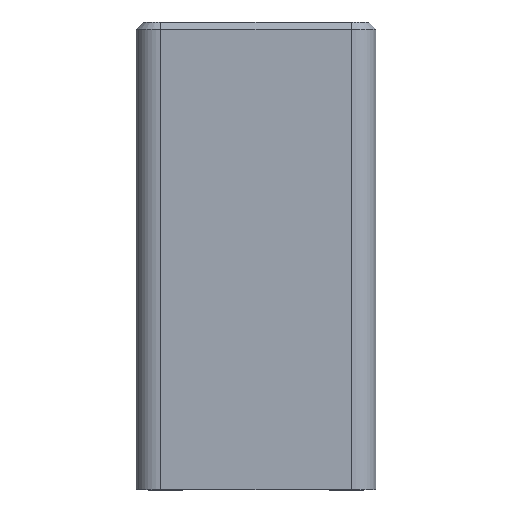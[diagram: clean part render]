
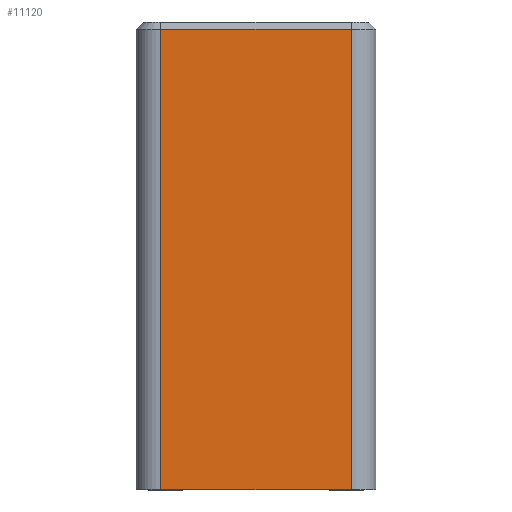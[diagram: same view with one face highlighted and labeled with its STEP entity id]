
A CAD part, top view. The second image highlights one B-rep face of the part: STEP entity #11120.
In plain terms, the highlighted planar face has unit normal (0, 0, 1).
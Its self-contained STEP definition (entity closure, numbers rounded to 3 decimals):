
#680=CARTESIAN_POINT('',(-51.823,-0.032,71.475));
#690=VERTEX_POINT('',#680);
#840=CARTESIAN_POINT('',(-47.923,-0.032,71.475));
#850=VERTEX_POINT('',#840);
#880=CARTESIAN_POINT('',(-49.873,-0.032,71.475));
#890=DIRECTION('',(-1.,0.,0.));
#900=VECTOR('',#890,1.);
#910=LINE('',#880,#900);
#920=EDGE_CURVE('',#850,#690,#910,.T.);
#4910=CARTESIAN_POINT('',(-51.823,-9.432,71.475));
#4920=VERTEX_POINT('',#4910);
#4950=CARTESIAN_POINT('',(-46.345,-9.432,71.475));
#4960=DIRECTION('',(-1.,0.,0.));
#4970=VECTOR('',#4960,1.);
#4980=LINE('',#4950,#4970);
#4990=CARTESIAN_POINT('',(-47.923,-9.432,71.475));
#5000=VERTEX_POINT('',#4990);
#5010=EDGE_CURVE('',#5000,#4920,#4980,.T.);
#5520=CARTESIAN_POINT('',(-47.923,-5.458,71.475));
#5530=DIRECTION('',(0.,1.,0.));
#5540=VECTOR('',#5530,1.);
#5550=LINE('',#5520,#5540);
#5560=EDGE_CURVE('',#5000,#850,#5550,.T.);
#6250=CARTESIAN_POINT('',(-51.823,-5.458,71.475));
#6260=DIRECTION('',(0.,-1.,0.));
#6270=VECTOR('',#6260,1.);
#6280=LINE('',#6250,#6270);
#6290=EDGE_CURVE('',#690,#4920,#6280,.T.);
#11010=CARTESIAN_POINT('',(-49.873,-4.732,71.475));
#11020=DIRECTION('',(0.,0.,1.));
#11030=DIRECTION('',(-1.,0.,0.));
#11040=AXIS2_PLACEMENT_3D('',#11010,#11020,#11030);
#11050=PLANE('',#11040);
#11060=ORIENTED_EDGE('',*,*,#6290,.T.);
#11070=ORIENTED_EDGE('',*,*,#920,.T.);
#11080=ORIENTED_EDGE('',*,*,#5560,.T.);
#11090=ORIENTED_EDGE('',*,*,#5010,.F.);
#11100=EDGE_LOOP('',(#11090,#11080,#11070,#11060));
#11110=FACE_OUTER_BOUND('',#11100,.T.);
#11120=ADVANCED_FACE('',(#11110),#11050,.T.);
